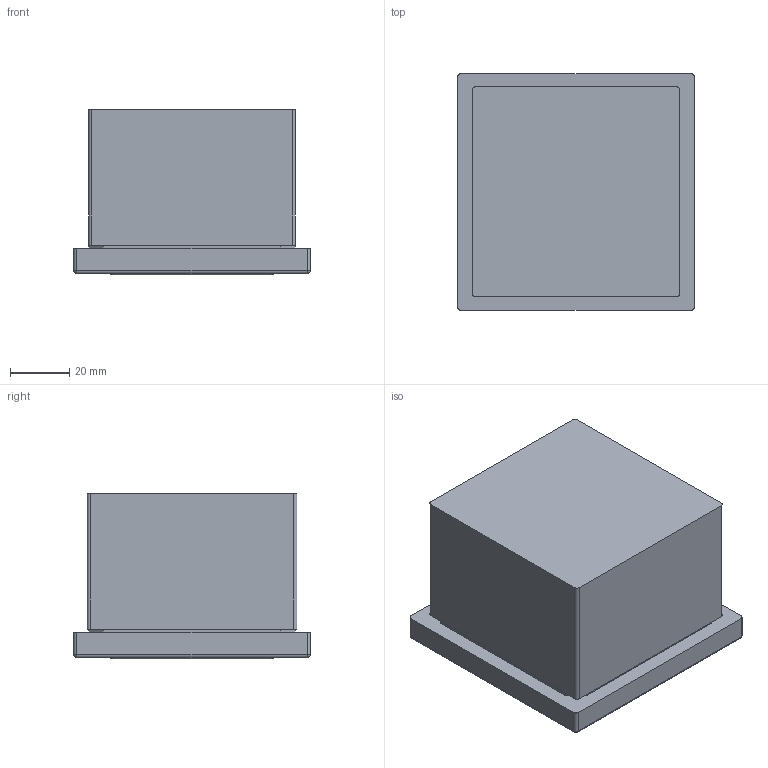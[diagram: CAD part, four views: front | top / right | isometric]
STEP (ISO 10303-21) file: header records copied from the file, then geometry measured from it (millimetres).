
FILE_DESCRIPTION(/* description */ ('Wechselschalter'),/* implementation_level */ '2;1');
FILE_NAME(/* name */ 'ZEI_CAD_320725-0-REV00_#SALL_#AIN_#V1.step',/* time_stamp */ '2022-09-15T22:33:18+02:00',/* author */ ('MiniTec'),/* organization */ ('MiniTec GmbH & Co.KG'),/* preprocessor_version */ 'ST-DEVELOPER v18.1',/* originating_system */ 'Autodesk Inventor 2021',/* authorisation */ '');
FILE_SCHEMA (('CONFIG_CONTROL_DESIGN'));
Length unit declared in the file: millimetre
Products named in the file (5): leer; leer_1; leer_2; leer_3; leer_4
Assembly tree (4 placements, depth 2):
  leer
    leer_1
    leer_2
    leer_3
    leer_4
Bounding box: 80 x 80 x 56 mm (x, y, z)
Volume: 133625 mm3; surface area: 68563.8 mm2
Topology: 4 solids, 4 shells, 86 faces, 204 edges, 120 vertices
Faces by surface type: plane 42, cylinder 32, sphere 8, torus 4
Entity records: 2613 total; most frequent: DIRECTION 454, CARTESIAN_POINT 411, ORIENTED_EDGE 392, EDGE_CURVE 196, AXIS2_PLACEMENT_3D 163, LINE 128, VECTOR 128, VERTEX_POINT 120
